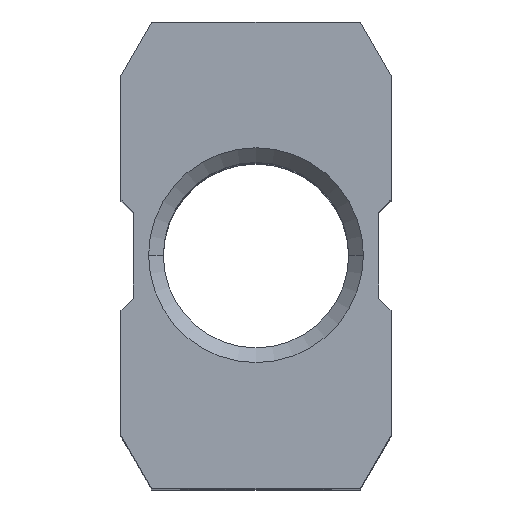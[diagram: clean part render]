
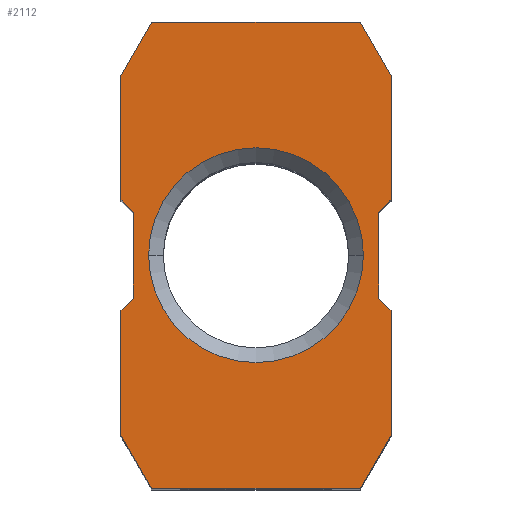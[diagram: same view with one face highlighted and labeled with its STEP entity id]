
A CAD part, top view. The second image highlights one B-rep face of the part: STEP entity #2112.
In plain terms, the highlighted planar face has unit normal (0, 0, 1).
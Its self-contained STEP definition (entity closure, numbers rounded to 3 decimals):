
#5 = LINE ( 'NONE', #1510, #2238 ) ;
#26 = EDGE_CURVE ( 'NONE', #151, #808, #1383, .T. ) ;
#52 = CARTESIAN_POINT ( 'NONE',  ( 8.5, 0., 0. ) ) ;
#62 = CARTESIAN_POINT ( 'NONE',  ( 11., 33.67, 0. ) ) ;
#102 = EDGE_CURVE ( 'NONE', #1682, #2220, #2239, .T. ) ;
#117 = ORIENTED_EDGE ( 'NONE', *, *, #820, .T. ) ;
#133 = VERTEX_POINT ( 'NONE', #849 ) ;
#150 = VECTOR ( 'NONE', #526, 1000. ) ;
#151 = VERTEX_POINT ( 'NONE', #1215 ) ;
#181 = CARTESIAN_POINT ( 'NONE',  ( -11., 23.5, 0. ) ) ;
#187 = DIRECTION ( 'NONE',  ( 1., 0., 0. ) ) ;
#199 = LINE ( 'NONE', #2043, #1102 ) ;
#208 = CARTESIAN_POINT ( 'NONE',  ( -10., 15.5, 0. ) ) ;
#211 = VECTOR ( 'NONE', #344, 1000. ) ;
#231 = VECTOR ( 'NONE', #2051, 1000. ) ;
#240 = CARTESIAN_POINT ( 'NONE',  ( 10., 15.5, 0. ) ) ;
#244 = DIRECTION ( 'NONE',  ( 0., -1., 0. ) ) ;
#246 = EDGE_CURVE ( 'NONE', #1857, #133, #1359, .T. ) ;
#319 = LINE ( 'NONE', #412, #211 ) ;
#334 = EDGE_CURVE ( 'NONE', #1733, #1682, #776, .T. ) ;
#344 = DIRECTION ( 'NONE',  ( 1., 0., 0. ) ) ;
#354 = VERTEX_POINT ( 'NONE', #1290 ) ;
#384 = DIRECTION ( 'NONE',  ( 1., 0., 0. ) ) ;
#399 = DIRECTION ( 'NONE',  ( 0., 1., 0. ) ) ;
#412 = CARTESIAN_POINT ( 'NONE',  ( -8.5, 0., 0. ) ) ;
#415 = CARTESIAN_POINT ( 'NONE',  ( 10., 22.5, 0. ) ) ;
#417 = EDGE_CURVE ( 'NONE', #1340, #354, #1440, .T. ) ;
#426 = VERTEX_POINT ( 'NONE', #2219 ) ;
#427 = CARTESIAN_POINT ( 'NONE',  ( 11., 4.33, 0. ) ) ;
#429 = ORIENTED_EDGE ( 'NONE', *, *, #1537, .T. ) ;
#442 = CARTESIAN_POINT ( 'NONE',  ( 11., 23.5, 0. ) ) ;
#455 = LINE ( 'NONE', #1489, #1715 ) ;
#464 = DIRECTION ( 'NONE',  ( -0.5, 0.866, 0. ) ) ;
#493 = CARTESIAN_POINT ( 'NONE',  ( 10., 22.5, 0. ) ) ;
#497 = AXIS2_PLACEMENT_3D ( 'NONE', #1263, #2162, #1095 ) ;
#506 = ORIENTED_EDGE ( 'NONE', *, *, #102, .T. ) ;
#513 = EDGE_CURVE ( 'NONE', #1506, #426, #5, .T. ) ;
#526 = DIRECTION ( 'NONE',  ( -0.5, -0.866, 0. ) ) ;
#545 = EDGE_CURVE ( 'NONE', #354, #1506, #319, .T. ) ;
#549 = CARTESIAN_POINT ( 'NONE',  ( -11., 14.5, 0. ) ) ;
#560 = ORIENTED_EDGE ( 'NONE', *, *, #334, .T. ) ;
#591 = EDGE_CURVE ( 'NONE', #957, #151, #1114, .T. ) ;
#598 = VECTOR ( 'NONE', #726, 1000. ) ;
#605 = DIRECTION ( 'NONE',  ( -1., 0., 0. ) ) ;
#607 = CIRCLE ( 'NONE', #961, 8.75 ) ;
#618 = ORIENTED_EDGE ( 'NONE', *, *, #1368, .T. ) ;
#622 = VECTOR ( 'NONE', #1866, 1000. ) ;
#655 = EDGE_CURVE ( 'NONE', #1832, #1733, #2013, .T. ) ;
#723 = CARTESIAN_POINT ( 'NONE',  ( -10., 15.5, 0. ) ) ;
#726 = DIRECTION ( 'NONE',  ( -0.707, -0.707, 0. ) ) ;
#729 = DIRECTION ( 'NONE',  ( 0., -1., 0. ) ) ;
#776 = LINE ( 'NONE', #1649, #1729 ) ;
#788 = FACE_OUTER_BOUND ( 'NONE', #2047, .T. ) ;
#808 = VERTEX_POINT ( 'NONE', #181 ) ;
#820 = EDGE_CURVE ( 'NONE', #133, #1857, #607, .T. ) ;
#849 = CARTESIAN_POINT ( 'NONE',  ( -8.75, 19., 0. ) ) ;
#852 = EDGE_CURVE ( 'NONE', #1417, #1409, #971, .T. ) ;
#859 = ORIENTED_EDGE ( 'NONE', *, *, #246, .T. ) ;
#907 = CARTESIAN_POINT ( 'NONE',  ( 8.5, 38., 0. ) ) ;
#916 = VECTOR ( 'NONE', #729, 1000. ) ;
#918 = VECTOR ( 'NONE', #1310, 1000. ) ;
#919 = VECTOR ( 'NONE', #1558, 1000. ) ;
#957 = VERTEX_POINT ( 'NONE', #1672 ) ;
#961 = AXIS2_PLACEMENT_3D ( 'NONE', #2353, #1256, #187 ) ;
#964 = CARTESIAN_POINT ( 'NONE',  ( -11., 4.33, 0. ) ) ;
#971 = LINE ( 'NONE', #723, #916 ) ;
#985 = CARTESIAN_POINT ( 'NONE',  ( 11., 14.5, 0. ) ) ;
#1014 = ORIENTED_EDGE ( 'NONE', *, *, #26, .T. ) ;
#1015 = CARTESIAN_POINT ( 'NONE',  ( 11., 14.5, 0. ) ) ;
#1016 = LINE ( 'NONE', #964, #1426 ) ;
#1077 = LINE ( 'NONE', #549, #598 ) ;
#1095 = DIRECTION ( 'NONE',  ( 1., 0., 0. ) ) ;
#1102 = VECTOR ( 'NONE', #605, 1000. ) ;
#1106 = CARTESIAN_POINT ( 'NONE',  ( -10., 22.5, 0. ) ) ;
#1114 = LINE ( 'NONE', #1969, #150 ) ;
#1161 = EDGE_CURVE ( 'NONE', #808, #1417, #1839, .T. ) ;
#1180 = DIRECTION ( 'NONE',  ( -0.707, 0.707, 0. ) ) ;
#1215 = CARTESIAN_POINT ( 'NONE',  ( -11., 33.67, 0. ) ) ;
#1226 = EDGE_CURVE ( 'NONE', #1581, #2024, #455, .T. ) ;
#1256 = DIRECTION ( 'NONE',  ( 0., 0., -1. ) ) ;
#1263 = CARTESIAN_POINT ( 'NONE',  ( 0., 19., 0. ) ) ;
#1290 = CARTESIAN_POINT ( 'NONE',  ( -8.5, 0., 0. ) ) ;
#1310 = DIRECTION ( 'NONE',  ( 0.5, -0.866, 0. ) ) ;
#1318 = ORIENTED_EDGE ( 'NONE', *, *, #545, .T. ) ;
#1340 = VERTEX_POINT ( 'NONE', #2351 ) ;
#1348 = VECTOR ( 'NONE', #1817, 1000. ) ;
#1355 = ORIENTED_EDGE ( 'NONE', *, *, #1161, .T. ) ;
#1359 = CIRCLE ( 'NONE', #497, 8.75 ) ;
#1368 = EDGE_CURVE ( 'NONE', #1409, #1768, #1077, .T. ) ;
#1383 = LINE ( 'NONE', #1548, #919 ) ;
#1392 = ORIENTED_EDGE ( 'NONE', *, *, #852, .T. ) ;
#1409 = VERTEX_POINT ( 'NONE', #208 ) ;
#1417 = VERTEX_POINT ( 'NONE', #2186 ) ;
#1426 = VECTOR ( 'NONE', #244, 1000. ) ;
#1440 = LINE ( 'NONE', #1862, #918 ) ;
#1454 = DIRECTION ( 'NONE',  ( 0., 0., 1. ) ) ;
#1489 = CARTESIAN_POINT ( 'NONE',  ( 11., 33.67, 0. ) ) ;
#1502 = ORIENTED_EDGE ( 'NONE', *, *, #513, .T. ) ;
#1506 = VERTEX_POINT ( 'NONE', #52 ) ;
#1510 = CARTESIAN_POINT ( 'NONE',  ( 8.5, 0., 0. ) ) ;
#1524 = EDGE_CURVE ( 'NONE', #426, #1832, #1570, .T. ) ;
#1527 = VECTOR ( 'NONE', #1180, 1000. ) ;
#1537 = EDGE_CURVE ( 'NONE', #2024, #957, #199, .T. ) ;
#1548 = CARTESIAN_POINT ( 'NONE',  ( -11., 23.5, 0. ) ) ;
#1558 = DIRECTION ( 'NONE',  ( 0., -1., 0. ) ) ;
#1570 = LINE ( 'NONE', #427, #622 ) ;
#1581 = VERTEX_POINT ( 'NONE', #62 ) ;
#1593 = ORIENTED_EDGE ( 'NONE', *, *, #1794, .T. ) ;
#1601 = LINE ( 'NONE', #442, #231 ) ;
#1618 = AXIS2_PLACEMENT_3D ( 'NONE', #2165, #1454, #384 ) ;
#1649 = CARTESIAN_POINT ( 'NONE',  ( 10., 15.5, 0. ) ) ;
#1672 = CARTESIAN_POINT ( 'NONE',  ( -8.5, 38., 0. ) ) ;
#1682 = VERTEX_POINT ( 'NONE', #415 ) ;
#1695 = ORIENTED_EDGE ( 'NONE', *, *, #655, .T. ) ;
#1715 = VECTOR ( 'NONE', #464, 1000. ) ;
#1729 = VECTOR ( 'NONE', #399, 1000. ) ;
#1733 = VERTEX_POINT ( 'NONE', #240 ) ;
#1757 = DIRECTION ( 'NONE',  ( 0.707, 0.707, 0. ) ) ;
#1760 = ORIENTED_EDGE ( 'NONE', *, *, #417, .T. ) ;
#1762 = ORIENTED_EDGE ( 'NONE', *, *, #1524, .T. ) ;
#1768 = VERTEX_POINT ( 'NONE', #1872 ) ;
#1769 = EDGE_CURVE ( 'NONE', #1768, #1340, #1016, .T. ) ;
#1794 = EDGE_CURVE ( 'NONE', #2220, #1581, #1601, .T. ) ;
#1814 = PLANE ( 'NONE',  #1618 ) ;
#1817 = DIRECTION ( 'NONE',  ( 0.707, -0.707, 0. ) ) ;
#1832 = VERTEX_POINT ( 'NONE', #985 ) ;
#1839 = LINE ( 'NONE', #1106, #1348 ) ;
#1857 = VERTEX_POINT ( 'NONE', #2058 ) ;
#1862 = CARTESIAN_POINT ( 'NONE',  ( -8.5, 0., 0. ) ) ;
#1866 = DIRECTION ( 'NONE',  ( 0., 1., 0. ) ) ;
#1872 = CARTESIAN_POINT ( 'NONE',  ( -11., 14.5, 0. ) ) ;
#1898 = DIRECTION ( 'NONE',  ( 0.5, 0.866, 0. ) ) ;
#1917 = ORIENTED_EDGE ( 'NONE', *, *, #1226, .T. ) ;
#1969 = CARTESIAN_POINT ( 'NONE',  ( -11., 33.67, 0. ) ) ;
#1989 = ORIENTED_EDGE ( 'NONE', *, *, #591, .T. ) ;
#2013 = LINE ( 'NONE', #1015, #1527 ) ;
#2024 = VERTEX_POINT ( 'NONE', #907 ) ;
#2043 = CARTESIAN_POINT ( 'NONE',  ( 8.5, 38., 0. ) ) ;
#2047 = EDGE_LOOP ( 'NONE', ( #506, #1593, #1917, #429, #1989, #1014, #1355, #1392, #618, #2274, #1760, #1318, #1502, #1762, #1695, #560 ) ) ;
#2051 = DIRECTION ( 'NONE',  ( 0., 1., 0. ) ) ;
#2058 = CARTESIAN_POINT ( 'NONE',  ( 8.75, 19., 0. ) ) ;
#2092 = CARTESIAN_POINT ( 'NONE',  ( 11., 23.5, 0. ) ) ;
#2112 = ADVANCED_FACE ( 'NONE', ( #2159, #788 ), #1814, .T. ) ;
#2159 = FACE_BOUND ( 'NONE', #2216, .T. ) ;
#2162 = DIRECTION ( 'NONE',  ( 0., 0., -1. ) ) ;
#2165 = CARTESIAN_POINT ( 'NONE',  ( 6.5, 19., 0. ) ) ;
#2176 = VECTOR ( 'NONE', #1757, 1000. ) ;
#2186 = CARTESIAN_POINT ( 'NONE',  ( -10., 22.5, 0. ) ) ;
#2216 = EDGE_LOOP ( 'NONE', ( #859, #117 ) ) ;
#2219 = CARTESIAN_POINT ( 'NONE',  ( 11., 4.33, 0. ) ) ;
#2220 = VERTEX_POINT ( 'NONE', #2092 ) ;
#2238 = VECTOR ( 'NONE', #1898, 1000. ) ;
#2239 = LINE ( 'NONE', #493, #2176 ) ;
#2274 = ORIENTED_EDGE ( 'NONE', *, *, #1769, .T. ) ;
#2351 = CARTESIAN_POINT ( 'NONE',  ( -11., 4.33, 0. ) ) ;
#2353 = CARTESIAN_POINT ( 'NONE',  ( 0., 19., 0. ) ) ;
